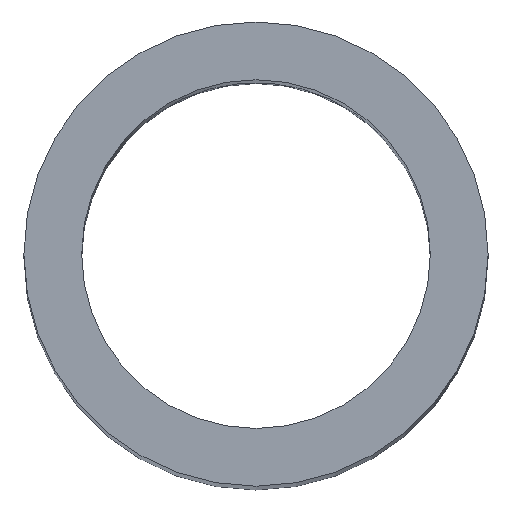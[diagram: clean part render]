
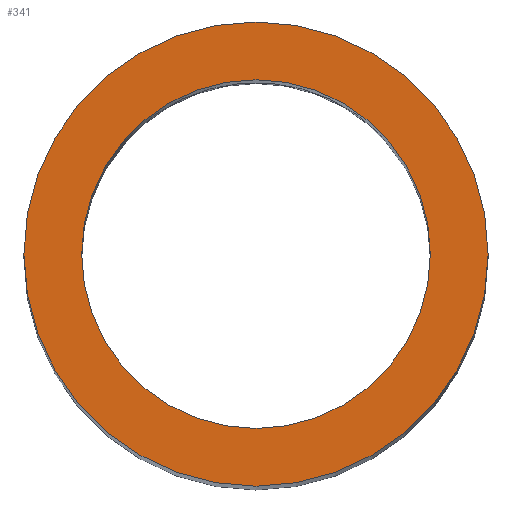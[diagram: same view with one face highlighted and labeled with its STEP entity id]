
A CAD part, top view. The second image highlights one B-rep face of the part: STEP entity #341.
In plain terms, the highlighted planar face has unit normal (0, 0, 1).
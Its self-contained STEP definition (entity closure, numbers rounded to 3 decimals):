
#2 = EDGE_CURVE ( 'NONE', #203, #355, #201, .T. ) ;
#6 = AXIS2_PLACEMENT_3D ( 'NONE', #7, #271, #127 ) ;
#7 = CARTESIAN_POINT ( 'NONE',  ( 0., 0., 100. ) ) ;
#44 = DIRECTION ( 'NONE',  ( 0., 0., 1. ) ) ;
#59 = EDGE_LOOP ( 'NONE', ( #112, #242 ) ) ;
#64 = ORIENTED_EDGE ( 'NONE', *, *, #139, .T. ) ;
#68 = CARTESIAN_POINT ( 'NONE',  ( 0., 0., 100. ) ) ;
#81 = CIRCLE ( 'NONE', #6, 10.65 ) ;
#92 = DIRECTION ( 'NONE',  ( 1., 0., 0. ) ) ;
#96 = CARTESIAN_POINT ( 'NONE',  ( 0., 0., 100. ) ) ;
#101 = DIRECTION ( 'NONE',  ( 0., 0., 1. ) ) ;
#105 = VERTEX_POINT ( 'NONE', #213 ) ;
#108 = AXIS2_PLACEMENT_3D ( 'NONE', #269, #297, #117 ) ;
#112 = ORIENTED_EDGE ( 'NONE', *, *, #344, .F. ) ;
#117 = DIRECTION ( 'NONE',  ( 1., 0., 0. ) ) ;
#127 = DIRECTION ( 'NONE',  ( 1., 0., 0. ) ) ;
#130 = FACE_BOUND ( 'NONE', #59, .T. ) ;
#139 = EDGE_CURVE ( 'NONE', #162, #105, #188, .T. ) ;
#157 = DIRECTION ( 'NONE',  ( 1., 0., 0. ) ) ;
#162 = VERTEX_POINT ( 'NONE', #192 ) ;
#175 = AXIS2_PLACEMENT_3D ( 'NONE', #364, #44, #157 ) ;
#188 = CIRCLE ( 'NONE', #289, 10.65 ) ;
#190 = CARTESIAN_POINT ( 'NONE',  ( 8., 0., 100. ) ) ;
#191 = CARTESIAN_POINT ( 'NONE',  ( -8., 0., 100. ) ) ;
#192 = CARTESIAN_POINT ( 'NONE',  ( -10.65, 0., 100. ) ) ;
#201 = CIRCLE ( 'NONE', #108, 8. ) ;
#203 = VERTEX_POINT ( 'NONE', #190 ) ;
#213 = CARTESIAN_POINT ( 'NONE',  ( 10.65, 0., 100. ) ) ;
#242 = ORIENTED_EDGE ( 'NONE', *, *, #2, .F. ) ;
#244 = PLANE ( 'NONE',  #175 ) ;
#255 = AXIS2_PLACEMENT_3D ( 'NONE', #96, #332, #92 ) ;
#269 = CARTESIAN_POINT ( 'NONE',  ( 0., 0., 100. ) ) ;
#271 = DIRECTION ( 'NONE',  ( 0., 0., 1. ) ) ;
#272 = DIRECTION ( 'NONE',  ( 1., 0., 0. ) ) ;
#285 = CIRCLE ( 'NONE', #255, 8. ) ;
#288 = ORIENTED_EDGE ( 'NONE', *, *, #362, .T. ) ;
#289 = AXIS2_PLACEMENT_3D ( 'NONE', #68, #101, #272 ) ;
#292 = EDGE_LOOP ( 'NONE', ( #64, #288 ) ) ;
#297 = DIRECTION ( 'NONE',  ( 0., 0., 1. ) ) ;
#332 = DIRECTION ( 'NONE',  ( 0., 0., 1. ) ) ;
#341 = ADVANCED_FACE ( 'NONE', ( #375, #130 ), #244, .T. ) ;
#344 = EDGE_CURVE ( 'NONE', #355, #203, #285, .T. ) ;
#355 = VERTEX_POINT ( 'NONE', #191 ) ;
#362 = EDGE_CURVE ( 'NONE', #105, #162, #81, .T. ) ;
#364 = CARTESIAN_POINT ( 'NONE',  ( 0., 0., 100. ) ) ;
#375 = FACE_OUTER_BOUND ( 'NONE', #292, .T. ) ;
